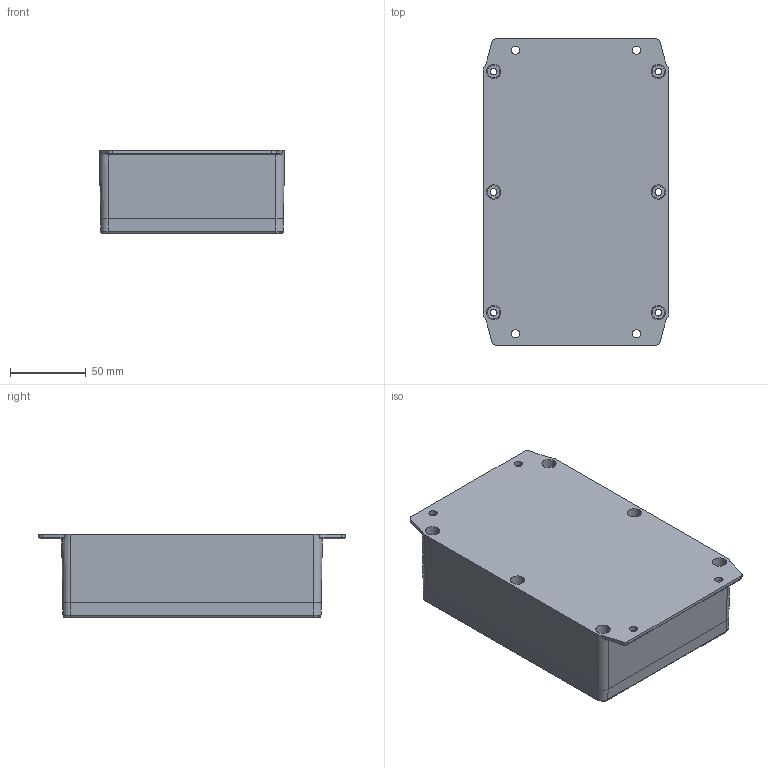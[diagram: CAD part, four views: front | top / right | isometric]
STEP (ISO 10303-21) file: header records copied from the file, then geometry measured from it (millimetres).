
FILE_DESCRIPTION (( 'STEP AP214' ), '1' );
FILE_NAME ('G120MF.STEP', '2010-12-03T01:09:21', ( 'NEF User' ), ( 'NEF User' ), 'SwSTEP 2.0', 'SolidWorks 2010', '' );
FILE_SCHEMA (( 'AUTOMOTIVE_DESIGN' ));
Length unit declared in the file: millimetre
Products named in the file (3): G120MF; G120T; G120MFB
Assembly tree (2 placements, depth 2):
  G120MF
    G120MFB
    G120T
Bounding box: 122.57 x 202.57 x 55 mm (x, y, z)
Volume: 254826.5 mm3; surface area: 160839.7 mm2
Topology: 2 solids, 2 shells, 448 faces, 1150 edges, 717 vertices
Faces by surface type: cylinder 175, plane 129, bspline 59, cone 58, torus 23, sphere 4
Entity records: 19508 total; most frequent: CARTESIAN_POINT 8816, ORIENTED_EDGE 2292, DIRECTION 2164, EDGE_CURVE 1146, AXIS2_PLACEMENT_3D 830, VERTEX_POINT 717, VECTOR 504, LINE 504
